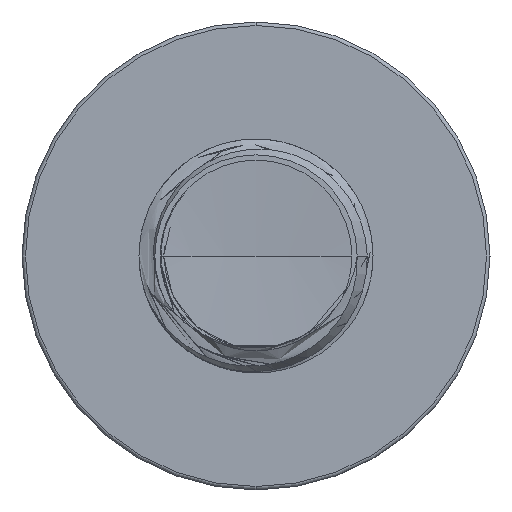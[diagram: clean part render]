
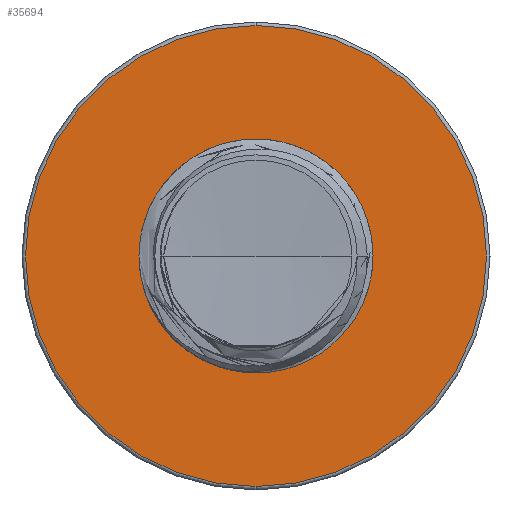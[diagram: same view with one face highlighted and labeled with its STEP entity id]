
A CAD part, front view. The second image highlights one B-rep face of the part: STEP entity #35694.
In plain terms, the highlighted planar face has unit normal (0, -1, 0).
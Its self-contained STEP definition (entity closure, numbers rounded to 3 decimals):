
#10 = DIRECTION ( 'NONE',  ( 0., -1., 0. ) ) ;
#1637 = FACE_BOUND ( 'NONE', #34055, .T. ) ;
#2035 = EDGE_CURVE ( 'NONE', #33325, #35447, #9357, .T. ) ;
#3554 = AXIS2_PLACEMENT_3D ( 'NONE', #22984, #22929, #22858 ) ;
#3721 = ORIENTED_EDGE ( 'NONE', *, *, #33622, .F. ) ;
#3977 = CIRCLE ( 'NONE', #5121, 3.94 ) ;
#4626 = CARTESIAN_POINT ( 'NONE',  ( 0., 22.5, -3.94 ) ) ;
#5121 = AXIS2_PLACEMENT_3D ( 'NONE', #13464, #13422, #13417 ) ;
#6571 = EDGE_LOOP ( 'NONE', ( #22097, #28380 ) ) ;
#7661 = CARTESIAN_POINT ( 'NONE',  ( 0., 22.5, 3.94 ) ) ;
#9357 = CIRCLE ( 'NONE', #3554, 1.971 ) ;
#9809 = DIRECTION ( 'NONE',  ( 0., 0., -1. ) ) ;
#9869 = DIRECTION ( 'NONE',  ( 0., -1., 0. ) ) ;
#9896 = CARTESIAN_POINT ( 'NONE',  ( 0., 22.5, 0. ) ) ;
#10960 = CARTESIAN_POINT ( 'NONE',  ( 0., 22.5, 1.971 ) ) ;
#11918 = CIRCLE ( 'NONE', #31763, 1.971 ) ;
#12056 = ORIENTED_EDGE ( 'NONE', *, *, #2035, .F. ) ;
#13195 = EDGE_CURVE ( 'NONE', #32051, #32921, #15847, .T. ) ;
#13417 = DIRECTION ( 'NONE',  ( 0., 0., -1. ) ) ;
#13422 = DIRECTION ( 'NONE',  ( 0., -1., 0. ) ) ;
#13464 = CARTESIAN_POINT ( 'NONE',  ( 0., 22.5, 0. ) ) ;
#14456 = PLANE ( 'NONE',  #22482 ) ;
#15847 = CIRCLE ( 'NONE', #24618, 3.94 ) ;
#17552 = DIRECTION ( 'NONE',  ( 0., 0., -1. ) ) ;
#17830 = CARTESIAN_POINT ( 'NONE',  ( 0., 22.5, 0. ) ) ;
#18389 = EDGE_CURVE ( 'NONE', #32921, #32051, #3977, .T. ) ;
#20956 = DIRECTION ( 'NONE',  ( 0., 0., -1. ) ) ;
#22097 = ORIENTED_EDGE ( 'NONE', *, *, #18389, .T. ) ;
#22482 = AXIS2_PLACEMENT_3D ( 'NONE', #26660, #34521, #17552 ) ;
#22858 = DIRECTION ( 'NONE',  ( 0., 0., -1. ) ) ;
#22929 = DIRECTION ( 'NONE',  ( 0., -1., 0. ) ) ;
#22984 = CARTESIAN_POINT ( 'NONE',  ( 0., 22.5, 0. ) ) ;
#24618 = AXIS2_PLACEMENT_3D ( 'NONE', #9896, #9869, #9809 ) ;
#25696 = FACE_OUTER_BOUND ( 'NONE', #6571, .T. ) ;
#26660 = CARTESIAN_POINT ( 'NONE',  ( 0., 22.5, 1.971 ) ) ;
#28380 = ORIENTED_EDGE ( 'NONE', *, *, #13195, .T. ) ;
#28781 = CARTESIAN_POINT ( 'NONE',  ( 0., 22.5, -1.971 ) ) ;
#31763 = AXIS2_PLACEMENT_3D ( 'NONE', #17830, #10, #20956 ) ;
#32051 = VERTEX_POINT ( 'NONE', #7661 ) ;
#32921 = VERTEX_POINT ( 'NONE', #4626 ) ;
#33325 = VERTEX_POINT ( 'NONE', #10960 ) ;
#33622 = EDGE_CURVE ( 'NONE', #35447, #33325, #11918, .T. ) ;
#34055 = EDGE_LOOP ( 'NONE', ( #3721, #12056 ) ) ;
#34521 = DIRECTION ( 'NONE',  ( 0., -1., 0. ) ) ;
#35447 = VERTEX_POINT ( 'NONE', #28781 ) ;
#35694 = ADVANCED_FACE ( 'NONE', ( #25696, #1637 ), #14456, .T. ) ;
